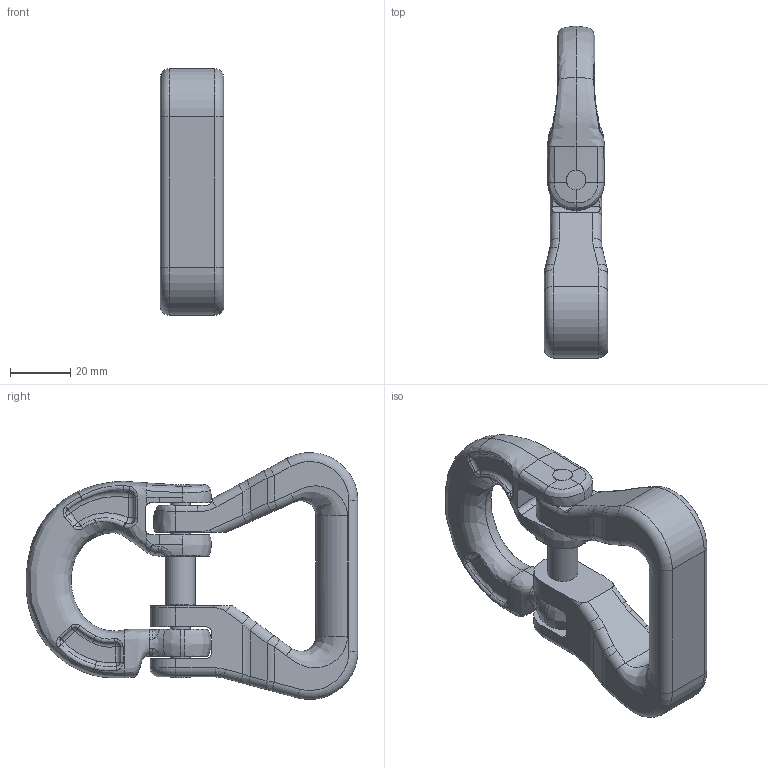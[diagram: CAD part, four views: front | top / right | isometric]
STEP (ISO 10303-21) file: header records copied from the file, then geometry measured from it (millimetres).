
FILE_DESCRIPTION(/* description */ (''),/* implementation_level */ '2;1');
FILE_NAME(/* name */ 'CARW 10 Kundenmodell',/* time_stamp */ '2010-01-11T08:12:14+01:00',/* author */ (''),/* organization */ (''),/* preprocessor_version */ 'ST-DEVELOPER v9',/* originating_system */ 'UGS - NX 4.0',/* authorisation */ '');
FILE_SCHEMA (('AUTOMOTIVE_DESIGN { 1 0 10303 214 1 1 1 1 }'));
Length unit declared in the file: millimetre
Products named in the file (1): ritE0872jgr
Bounding box: 21 x 110.2 x 81.96 mm (x, y, z)
Volume: 73220.7 mm3; surface area: 23364.6 mm2
Topology: 4 solids, 4 shells, 309 faces, 759 edges, 443 vertices
Faces by surface type: bspline 114, cylinder 83, plane 52, torus 30, sphere 18, cone 12
Full cylindrical faces by diameter (mm): 6 x3, 6.5 x5, 10 x1
Entity records: 18224 total; most frequent: CARTESIAN_POINT 11920, ORIENTED_EDGE 1456, DIRECTION 1097, EDGE_CURVE 728, AXIS2_PLACEMENT_3D 467, VERTEX_POINT 437, EDGE_LOOP 333, ADVANCED_FACE 309
